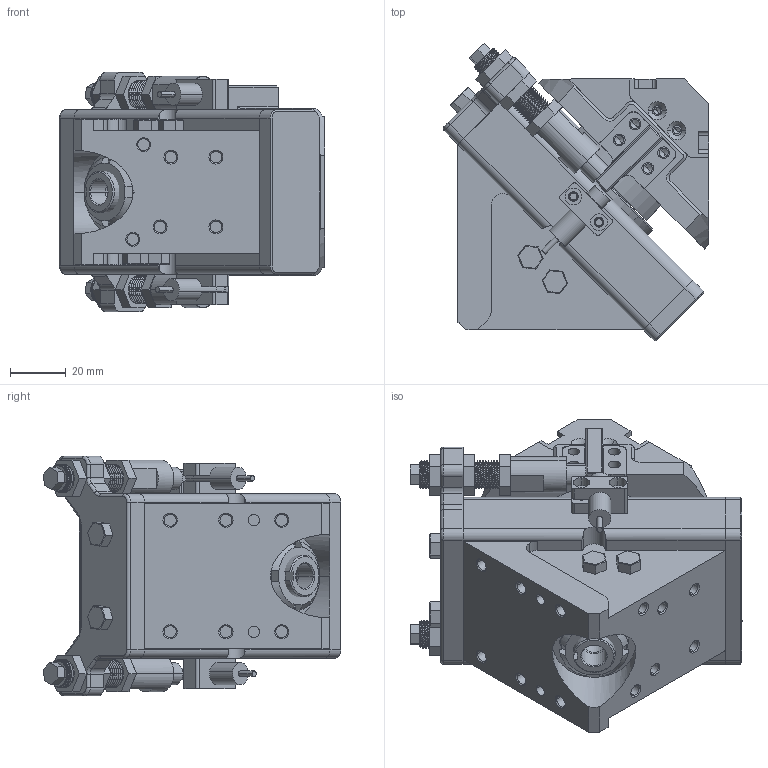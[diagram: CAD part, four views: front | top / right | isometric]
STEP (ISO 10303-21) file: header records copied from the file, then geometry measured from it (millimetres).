
FILE_DESCRIPTION (( 'STEP AP203' ), '1' );
FILE_NAME ('TG12.STEP', '2024-12-20T03:15:09', ( 'USER-' ), ( 'Microsoft' ), 'SwSTEP 2.0', 'SolidWorks 2018', '' );
FILE_SCHEMA (( 'CONFIG_CONTROL_DESIGN' ));
Length unit declared in the file: millimetre
Products named in the file (33): TG12-W-G.sldasm-Part-77; TG12-W-G.sldasm-Part-6; TG12-W-G.sldasm-Part-82; TG12-W-G.sldasm-Part-72; TG12-W-G.sldasm-Part-76; TG12-W-G.sldasm-Part-79; TG12-W-G.sldasm-Part-73; TG12-W-G.sldasm-Part-78; TG12-W-G.sldasm-Part-84; TG12-W-G.sldasm-Part-80; TG12-W-G.sldasm-Part-8; TG12-W-G.sldasm-Part-13; TG12-W-G.sldasm-Part-83; TG12; TG12-W-08-A 癹弇輸.step; TG12-W-G.sldasm-Part-2; TG12-W-G.sldasm-Part-81; TG12-W-G.sldasm-Part-9; TG12-W-G.sldasm-Part-10; TG12-W-G.sldasm-Part-5; TG12-W-02-G-B 眻褒輸; TG12-W-G.sldasm-Part-69; TG12-W-G.sldasm-Part-11; TG12-W-G.sldasm-Part-4; TG12-W-G.sldasm-Part-74; TG12-W-G.sldasm-Part-87; TG12-W-G.sldasm-Part-75; TG12-W-G.sldasm-Part-1; TG12-W-G.sldasm-Part-14; TG12-W-G.sldasm-Part-70; TG12-W-G.sldasm-Part-7; TG12-W-G.sldasm-Part-71; 25x12-R3
Assembly tree (33 placements, depth 2):
  TG12
    TG12-W-G.sldasm-Part-1
    TG12-W-G.sldasm-Part-2
    TG12-W-G.sldasm-Part-4
    TG12-W-G.sldasm-Part-5  x2
    TG12-W-G.sldasm-Part-6
    TG12-W-G.sldasm-Part-7
    TG12-W-G.sldasm-Part-8
    TG12-W-G.sldasm-Part-9
    TG12-W-G.sldasm-Part-10
    TG12-W-G.sldasm-Part-11
    TG12-W-G.sldasm-Part-13
    TG12-W-G.sldasm-Part-14
    TG12-W-G.sldasm-Part-69
    TG12-W-G.sldasm-Part-70
    TG12-W-G.sldasm-Part-71
    TG12-W-G.sldasm-Part-72
    TG12-W-G.sldasm-Part-73
    TG12-W-G.sldasm-Part-74
    TG12-W-G.sldasm-Part-75
    TG12-W-G.sldasm-Part-76
    TG12-W-G.sldasm-Part-77
    TG12-W-G.sldasm-Part-78
    TG12-W-G.sldasm-Part-79
    TG12-W-G.sldasm-Part-80
    TG12-W-G.sldasm-Part-81
    TG12-W-G.sldasm-Part-82
    TG12-W-G.sldasm-Part-83
    TG12-W-G.sldasm-Part-84
    TG12-W-02-G-B 眻褒輸
    TG12-W-G.sldasm-Part-87
    25x12-R3
    TG12-W-08-A 癹弇輸.step
Bounding box: 95.12 x 106.59 x 86 mm (x, y, z)
Volume: 389922.2 mm3; surface area: 89120.2 mm2
Topology: 34 solids, 40 shells, 1841 faces, 4781 edges, 3084 vertices
Faces by surface type: cylinder 755, plane 729, cone 172, bspline 159, torus 22, sphere 4
Entity records: 90818 total; most frequent: CARTESIAN_POINT 43992, ORIENTED_EDGE 9454, DIRECTION 8178, EDGE_CURVE 4727, VERTEX_POINT 3072, AXIS2_PLACEMENT_3D 2761, VECTOR 2656, LINE 2656
